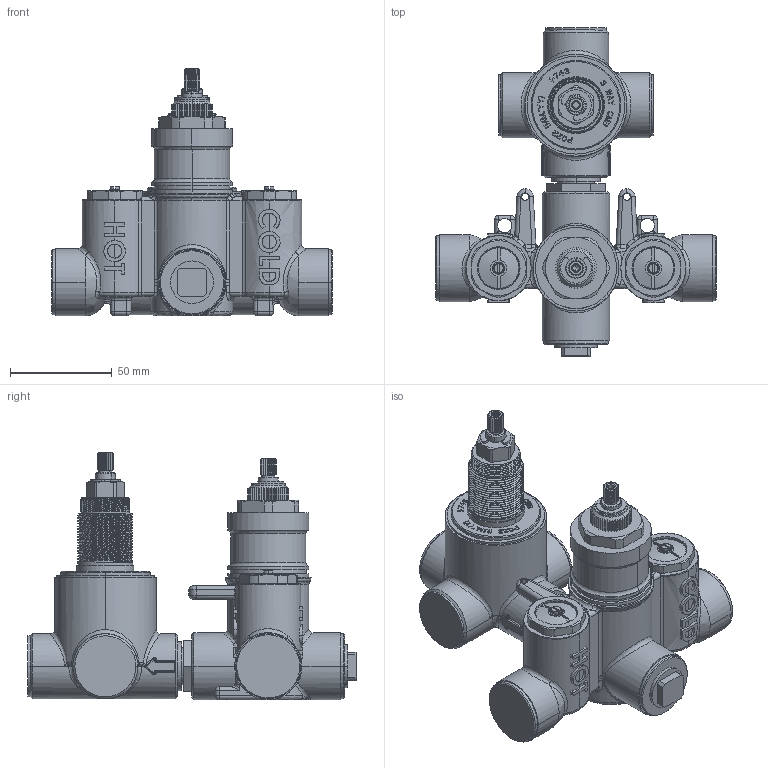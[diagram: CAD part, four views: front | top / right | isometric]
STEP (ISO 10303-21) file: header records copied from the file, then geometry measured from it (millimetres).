
FILE_DESCRIPTION((''),'2;1');
FILE_NAME('1-743_SW0002','2021-10-14T12:24:02',('jinson.thomas'),(''),'CREO PARAMETRIC BY PTC INC, 2018400','CREO PARAMETRIC BY PTC INC, 2018400','');
FILE_SCHEMA(('CONFIG_CONTROL_DESIGN'));
Length unit declared in the file: inch
Products named in the file (1): 1-743_SW0002
Bounding box: 138 x 161.11 x 121.7 mm (x, y, z)
Volume: 469334.8 mm3; surface area: 66390.1 mm2
Topology: 1 solids, 3 shells, 1875 faces, 5003 edges, 3146 vertices
Faces by surface type: plane 941, cylinder 390, bspline 322, cone 126, torus 56, sphere 40
Entity records: 112679 total; most frequent: CARTESIAN_POINT 69272, ORIENTED_EDGE 9898, DIRECTION 7619, EDGE_CURVE 4949, VERTEX_POINT 3146, VECTOR 2689, LINE 2689, AXIS2_PLACEMENT_3D 2465
